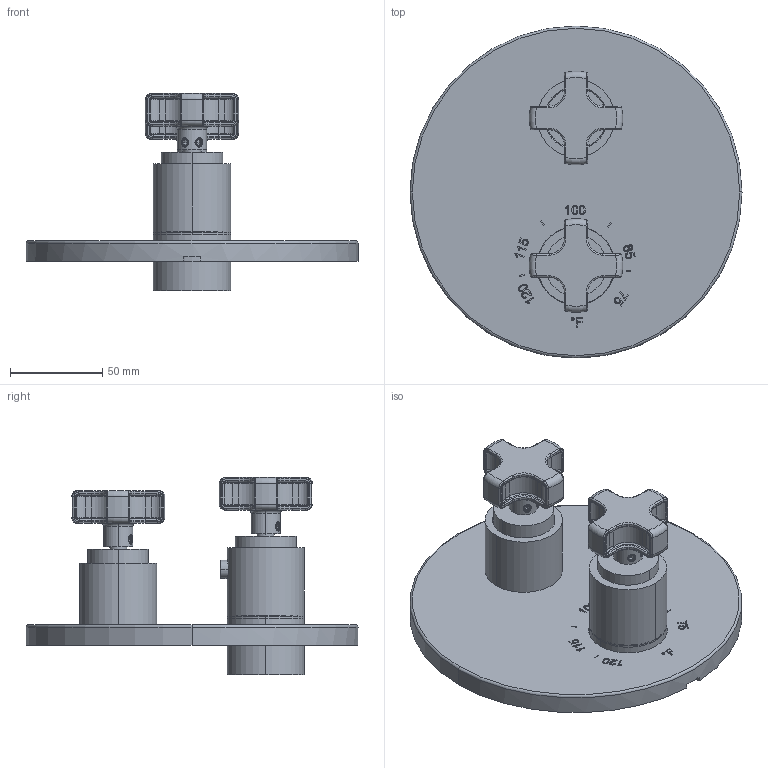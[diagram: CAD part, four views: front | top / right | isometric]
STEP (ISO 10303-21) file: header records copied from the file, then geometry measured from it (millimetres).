
FILE_DESCRIPTION((''),'2;1');
FILE_NAME('3-3283TR_ASM','2019-11-08T15:09:23',('rsmith'),(''),'CREO PARAMETRIC BY PTC INC, 2018400','CREO PARAMETRIC BY PTC INC, 2018400','');
FILE_SCHEMA(('CONFIG_CONTROL_DESIGN'));
Length unit declared in the file: inch
Products named in the file (22): 12347_AF1; H-78_2_FEET_AF1; 91678; 20-116_AF1_ASM; 12368; 91249; 91764; 2-996_ASM; 91308; 12348; 12345_AF1; 12354; 12353; 92137; 91246; 92849; 2-998_ASM; 92113; 13198; 92000; 20-462_ASM; 3-3283TR_ASM
Assembly tree (24 placements, depth 3):
  3-3283TR_ASM
    20-116_AF1_ASM
      12347_AF1
      H-78_2_FEET_AF1
      91678
    2-996_ASM
      12368
      91249
      91764
    91308
    12348
    12345_AF1
    2-998_ASM
      12354
      12353
      92137
      91246
      92849
    92113  x2
    20-462_ASM  x2
      13198
      92000
Bounding box: 180.09 x 180.09 x 106.86 mm (x, y, z)
Volume: 166440.4 mm3; surface area: 209530.6 mm2
Topology: 22 solids, 47 shells, 2742 faces, 7336 edges, 4717 vertices
Faces by surface type: cylinder 975, plane 822, bspline 348, torus 244, extrusion 180, cone 153, sphere 16, revolution 4
Entity records: 92322 total; most frequent: CARTESIAN_POINT 47258, ORIENTED_EDGE 9837, DIRECTION 8073, EDGE_CURVE 5110, VERTEX_POINT 3332, AXIS2_PLACEMENT_3D 2931, VECTOR 2207, LINE 2027
